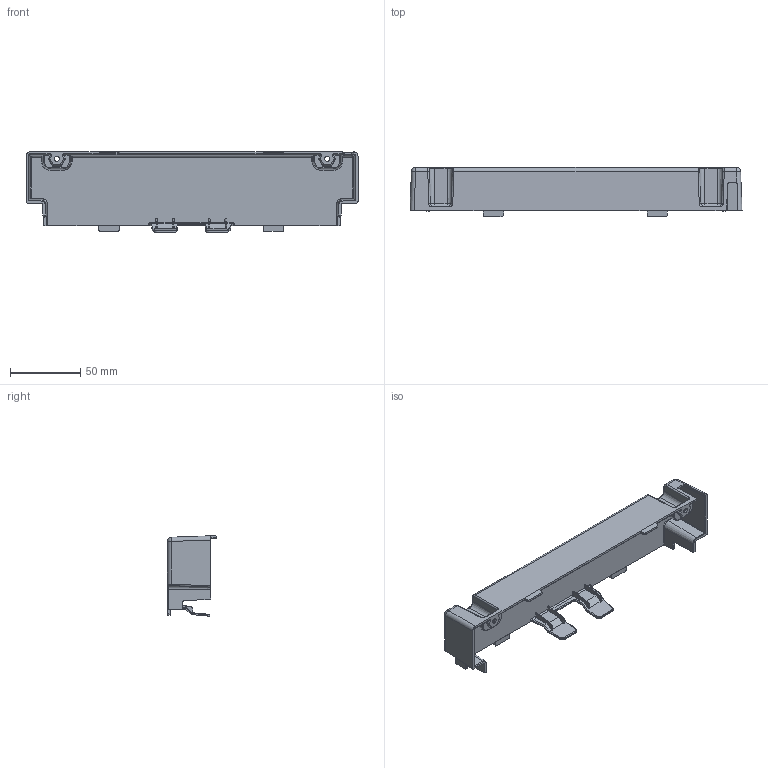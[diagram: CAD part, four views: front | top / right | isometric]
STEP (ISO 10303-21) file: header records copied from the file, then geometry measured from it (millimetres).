
FILE_DESCRIPTION (( 'STEP AP203' ), '1' );
FILE_NAME ('1901-C.STEP', '2015-05-08T10:23:18', ( '' ), ( '' ), 'SwSTEP 2.0', 'SolidWorks 2015', '' );
FILE_SCHEMA (( 'CONFIG_CONTROL_DESIGN' ));
Length unit declared in the file: millimetre
Products named in the file (1): 1901-C
Bounding box: 237 x 35 x 57.37 mm (x, y, z)
Volume: 46619.4 mm3; surface area: 48762.1 mm2
Topology: 1 solids, 1 shells, 593 faces, 1457 edges, 836 vertices
Faces by surface type: cylinder 265, plane 135, bspline 120, sphere 32, torus 22, cone 19
Entity records: 18536 total; most frequent: CARTESIAN_POINT 5979, ORIENTED_EDGE 2850, DIRECTION 2450, EDGE_CURVE 1425, AXIS2_PLACEMENT_3D 891, VERTEX_POINT 836, LINE 668, VECTOR 668
